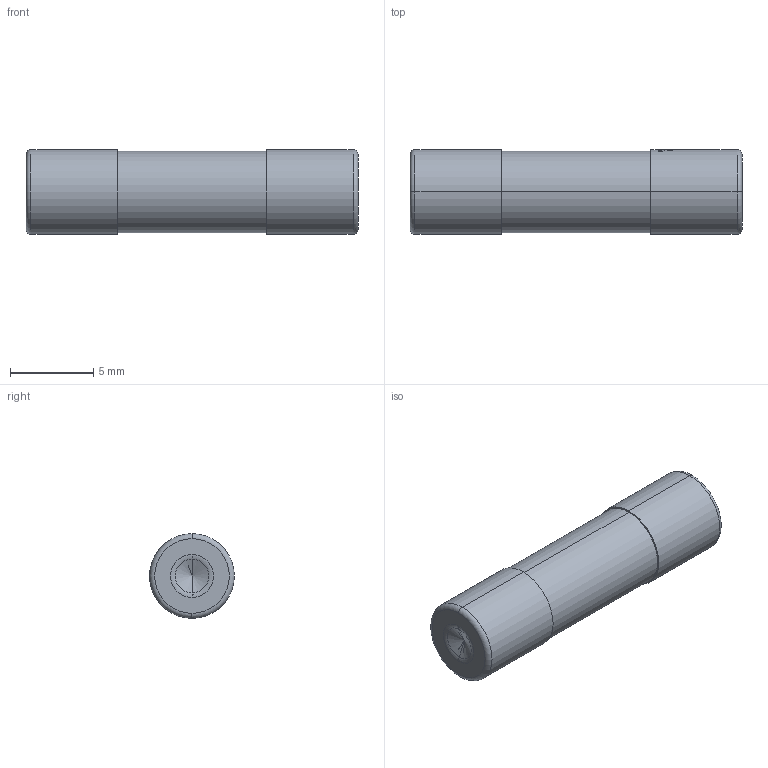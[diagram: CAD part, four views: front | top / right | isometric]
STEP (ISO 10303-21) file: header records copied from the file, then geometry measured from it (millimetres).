
FILE_DESCRIPTION (( 'STEP AP214' ), '1' );
FILE_NAME ('3A Fuse.STEP', '2020-11-13T14:21:14', ( '' ), ( '' ), 'SwSTEP 2.0', 'SolidWorks 2016', '' );
FILE_SCHEMA (( 'AUTOMOTIVE_DESIGN' ));
Length unit declared in the file: millimetre
Products named in the file (1): 3A Fuse
Bounding box: 20 x 5.1 x 5.1 mm (x, y, z)
Volume: 42.6 mm3; surface area: 848.2 mm2
Topology: 4 solids, 4 shells, 51 faces, 125 edges, 83 vertices
Faces by surface type: torus 16, cylinder 15, plane 10, cone 8, bspline 2
Entity records: 1742 total; most frequent: CARTESIAN_POINT 457, DIRECTION 271, ORIENTED_EDGE 234, AXIS2_PLACEMENT_3D 125, EDGE_CURVE 117, VERTEX_POINT 83, CIRCLE 75, EDGE_LOOP 62
